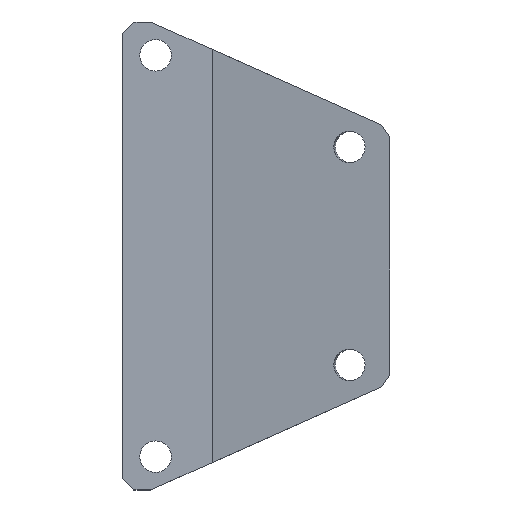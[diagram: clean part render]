
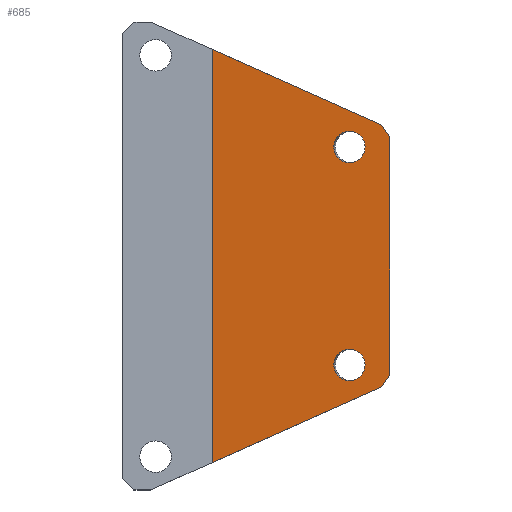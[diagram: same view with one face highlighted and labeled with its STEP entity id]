
A CAD part, top view. The second image highlights one B-rep face of the part: STEP entity #685.
In plain terms, the highlighted planar face has unit normal (-0.141, 0, 0.99).
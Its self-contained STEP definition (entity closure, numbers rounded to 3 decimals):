
#1 = CARTESIAN_POINT ( 'NONE',  ( 39.586, 19., 5.418 ) ) ;
#7 = LINE ( 'NONE', #609, #17 ) ;
#15 = ORIENTED_EDGE ( 'NONE', *, *, #786, .T. ) ;
#16 = LINE ( 'NONE', #390, #386 ) ;
#17 = VECTOR ( 'NONE', #76, 1000. ) ;
#27 = EDGE_LOOP ( 'NONE', ( #488, #579 ) ) ;
#39 = DIRECTION ( 'NONE',  ( -0.99, 0., -0.141 ) ) ;
#42 = DIRECTION ( 'NONE',  ( 0., -1., 0. ) ) ;
#57 = DIRECTION ( 'NONE',  ( 0.905, -0.404, 0.129 ) ) ;
#58 = CARTESIAN_POINT ( 'NONE',  ( 25.095, 51.543, 3.348 ) ) ;
#76 = DIRECTION ( 'NONE',  ( -0.905, -0.404, -0.129 ) ) ;
#92 = EDGE_LOOP ( 'NONE', ( #352, #403, #454, #207, #629, #503 ) ) ;
#96 = ORIENTED_EDGE ( 'NONE', *, *, #339, .T. ) ;
#110 = CARTESIAN_POINT ( 'NONE',  ( 15.658, -36.019, 2. ) ) ;
#126 = AXIS2_PLACEMENT_3D ( 'NONE', #1, #495, #188 ) ;
#139 = VERTEX_POINT ( 'NONE', #291 ) ;
#142 = DIRECTION ( 'NONE',  ( -0.572, -0.816, -0.082 ) ) ;
#164 = LINE ( 'NONE', #418, #698 ) ;
#177 = EDGE_LOOP ( 'NONE', ( #15, #96 ) ) ;
#180 = AXIS2_PLACEMENT_3D ( 'NONE', #729, #497, #615 ) ;
#188 = DIRECTION ( 'NONE',  ( -0.99, 0., -0.141 ) ) ;
#194 = DIRECTION ( 'NONE',  ( -0.99, 0., -0.141 ) ) ;
#199 = VERTEX_POINT ( 'NONE', #224 ) ;
#205 = AXIS2_PLACEMENT_3D ( 'NONE', #709, #591, #39 ) ;
#207 = ORIENTED_EDGE ( 'NONE', *, *, #256, .F. ) ;
#224 = CARTESIAN_POINT ( 'NONE',  ( 36.863, -19., 5.029 ) ) ;
#225 = CARTESIAN_POINT ( 'NONE',  ( 42.308, 19., 5.807 ) ) ;
#227 = VERTEX_POINT ( 'NONE', #526 ) ;
#240 = DIRECTION ( 'NONE',  ( 0., -1., 0. ) ) ;
#249 = LINE ( 'NONE', #730, #400 ) ;
#256 = EDGE_CURVE ( 'NONE', #767, #652, #679, .T. ) ;
#258 = AXIS2_PLACEMENT_3D ( 'NONE', #306, #380, #194 ) ;
#291 = CARTESIAN_POINT ( 'NONE',  ( 46.6, 20.83, 6.42 ) ) ;
#306 = CARTESIAN_POINT ( 'NONE',  ( 39.586, -19., 5.418 ) ) ;
#314 = CARTESIAN_POINT ( 'NONE',  ( 46.6, -20.83, 6.42 ) ) ;
#339 = EDGE_CURVE ( 'NONE', #452, #199, #666, .T. ) ;
#348 = VERTEX_POINT ( 'NONE', #314 ) ;
#352 = ORIENTED_EDGE ( 'NONE', *, *, #453, .F. ) ;
#354 = EDGE_CURVE ( 'NONE', #227, #642, #523, .T. ) ;
#356 = PLANE ( 'NONE',  #205 ) ;
#370 = EDGE_CURVE ( 'NONE', #642, #227, #462, .T. ) ;
#378 = DIRECTION ( 'NONE',  ( -0.99, 0., -0.141 ) ) ;
#380 = DIRECTION ( 'NONE',  ( 0.141, 0., -0.99 ) ) ;
#386 = VECTOR ( 'NONE', #142, 1000. ) ;
#390 = CARTESIAN_POINT ( 'NONE',  ( 66.912, 8.179, 9.322 ) ) ;
#397 = EDGE_CURVE ( 'NONE', #699, #585, #7, .T. ) ;
#400 = VECTOR ( 'NONE', #240, 1000. ) ;
#403 = ORIENTED_EDGE ( 'NONE', *, *, #706, .F. ) ;
#411 = FACE_BOUND ( 'NONE', #177, .T. ) ;
#418 = CARTESIAN_POINT ( 'NONE',  ( 46.6, 44.8, 6.42 ) ) ;
#452 = VERTEX_POINT ( 'NONE', #628 ) ;
#453 = EDGE_CURVE ( 'NONE', #348, #699, #16, .T. ) ;
#454 = ORIENTED_EDGE ( 'NONE', *, *, #763, .F. ) ;
#462 = CIRCLE ( 'NONE', #180, 2.75 ) ;
#466 = FACE_BOUND ( 'NONE', #27, .T. ) ;
#488 = ORIENTED_EDGE ( 'NONE', *, *, #354, .T. ) ;
#495 = DIRECTION ( 'NONE',  ( 0.141, 0., -0.99 ) ) ;
#497 = DIRECTION ( 'NONE',  ( 0.141, 0., -0.99 ) ) ;
#503 = ORIENTED_EDGE ( 'NONE', *, *, #397, .F. ) ;
#522 = CARTESIAN_POINT ( 'NONE',  ( 45.2, -22.83, 6.22 ) ) ;
#523 = CIRCLE ( 'NONE', #126, 2.75 ) ;
#526 = CARTESIAN_POINT ( 'NONE',  ( 36.863, 19., 5.029 ) ) ;
#562 = VECTOR ( 'NONE', #57, 1000. ) ;
#579 = ORIENTED_EDGE ( 'NONE', *, *, #370, .T. ) ;
#585 = VERTEX_POINT ( 'NONE', #110 ) ;
#591 = DIRECTION ( 'NONE',  ( 0.141, 0., -0.99 ) ) ;
#609 = CARTESIAN_POINT ( 'NONE',  ( 45.239, -22.813, 6.226 ) ) ;
#613 = CARTESIAN_POINT ( 'NONE',  ( 12.444, 37.454, 1.541 ) ) ;
#615 = DIRECTION ( 'NONE',  ( -0.99, 0., -0.141 ) ) ;
#628 = CARTESIAN_POINT ( 'NONE',  ( 42.308, -19., 5.807 ) ) ;
#629 = ORIENTED_EDGE ( 'NONE', *, *, #747, .T. ) ;
#634 = CIRCLE ( 'NONE', #753, 2.75 ) ;
#642 = VERTEX_POINT ( 'NONE', #225 ) ;
#651 = VECTOR ( 'NONE', #733, 1000. ) ;
#652 = VERTEX_POINT ( 'NONE', #696 ) ;
#660 = LINE ( 'NONE', #58, #651 ) ;
#663 = DIRECTION ( 'NONE',  ( 0.141, 0., -0.99 ) ) ;
#666 = CIRCLE ( 'NONE', #258, 2.75 ) ;
#673 = CARTESIAN_POINT ( 'NONE',  ( 15.658, 36.019, 2. ) ) ;
#679 = LINE ( 'NONE', #613, #562 ) ;
#685 = ADVANCED_FACE ( 'NONE', ( #411, #466, #705 ), #356, .F. ) ;
#696 = CARTESIAN_POINT ( 'NONE',  ( 45.2, 22.83, 6.22 ) ) ;
#698 = VECTOR ( 'NONE', #42, 1000. ) ;
#699 = VERTEX_POINT ( 'NONE', #522 ) ;
#705 = FACE_OUTER_BOUND ( 'NONE', #92, .T. ) ;
#706 = EDGE_CURVE ( 'NONE', #139, #348, #164, .T. ) ;
#709 = CARTESIAN_POINT ( 'NONE',  ( 15.658, 44.8, 2. ) ) ;
#719 = CARTESIAN_POINT ( 'NONE',  ( 39.586, -19., 5.418 ) ) ;
#729 = CARTESIAN_POINT ( 'NONE',  ( 39.586, 19., 5.418 ) ) ;
#730 = CARTESIAN_POINT ( 'NONE',  ( 15.658, 44.8, 2. ) ) ;
#733 = DIRECTION ( 'NONE',  ( 0.572, -0.816, 0.082 ) ) ;
#747 = EDGE_CURVE ( 'NONE', #767, #585, #249, .T. ) ;
#753 = AXIS2_PLACEMENT_3D ( 'NONE', #719, #663, #378 ) ;
#763 = EDGE_CURVE ( 'NONE', #652, #139, #660, .T. ) ;
#767 = VERTEX_POINT ( 'NONE', #673 ) ;
#786 = EDGE_CURVE ( 'NONE', #199, #452, #634, .T. ) ;
